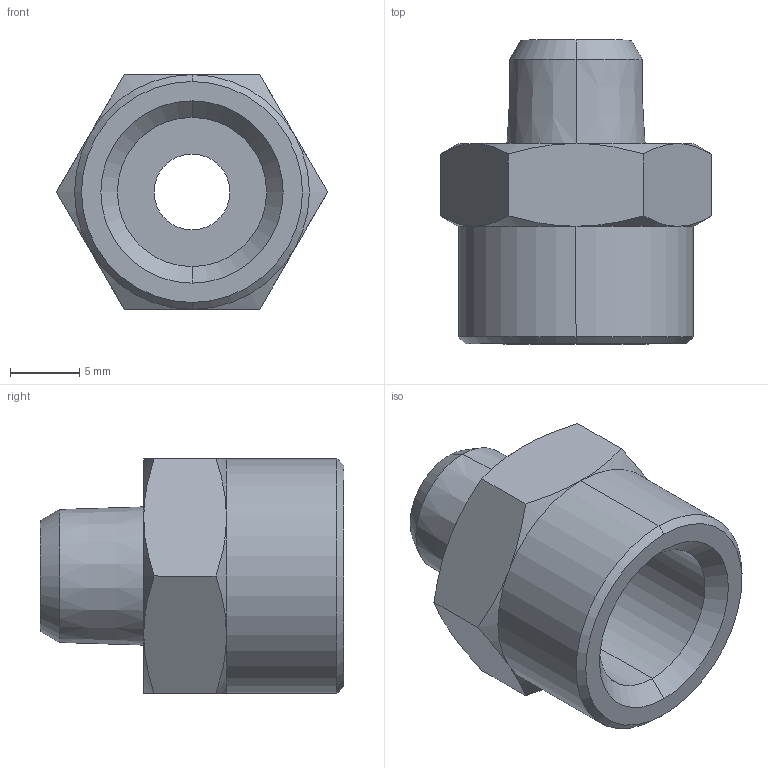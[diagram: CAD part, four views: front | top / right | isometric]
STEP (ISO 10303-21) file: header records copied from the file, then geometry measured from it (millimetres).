
FILE_DESCRIPTION (( 'STEP AP214' ), '1' );
FILE_NAME ('020400001AT00A.STEP', '2013-02-25T17:45:38', ( '' ), ( '' ), 'SwSTEP 2.0', 'SolidWorks 2012', '' );
FILE_SCHEMA (( 'AUTOMOTIVE_DESIGN' ));
Length unit declared in the file: millimetre
Products named in the file (1): 020400001AT00A
Bounding box: 19.63 x 22 x 17 mm (x, y, z)
Volume: 2595.9 mm3; surface area: 1978.8 mm2
Topology: 1 solids, 1 shells, 38 faces, 80 edges, 46 vertices
Faces by surface type: cone 22, plane 10, cylinder 6
Entity records: 1112 total; most frequent: CARTESIAN_POINT 285, DIRECTION 168, ORIENTED_EDGE 160, EDGE_CURVE 80, AXIS2_PLACEMENT_3D 73, VERTEX_POINT 46, EDGE_LOOP 42, ADVANCED_FACE 38
